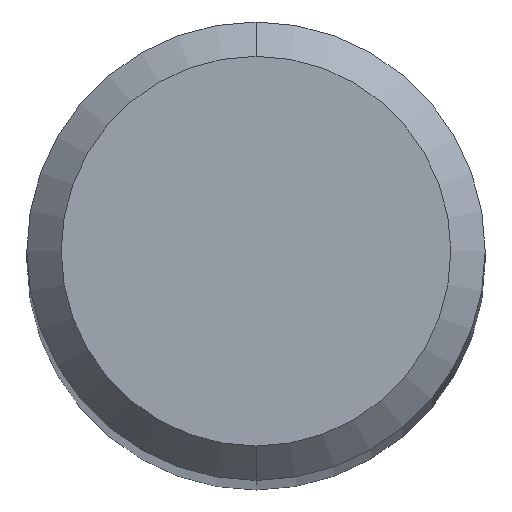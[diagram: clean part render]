
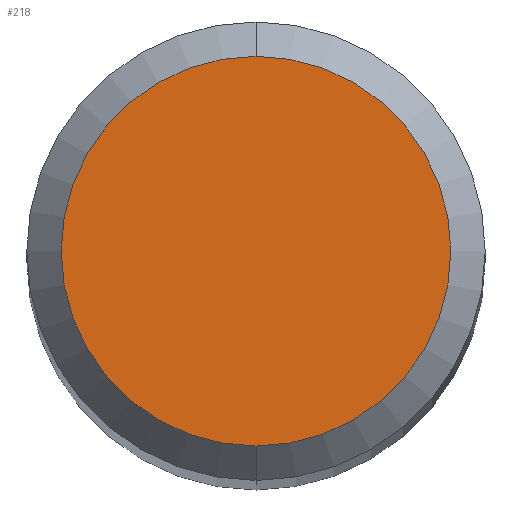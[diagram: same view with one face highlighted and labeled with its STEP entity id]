
A CAD part, top view. The second image highlights one B-rep face of the part: STEP entity #218.
In plain terms, the highlighted planar face has unit normal (0, 0, 1).
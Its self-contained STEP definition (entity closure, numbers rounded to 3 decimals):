
#194=VERTEX_POINT('',#480);
#218=ADVANCED_FACE('',(#508),#509,.T.);
#282=EDGE_CURVE('',#194,#342,#581,.T.);
#298=EDGE_CURVE('',#342,#194,#599,.T.);
#342=VERTEX_POINT('',#647);
#480=CARTESIAN_POINT('',(0.,-1.7,0.));
#508=FACE_OUTER_BOUND('',#882,.T.);
#509=PLANE('',#883);
#581=CIRCLE('',#1059,1.7);
#599=CIRCLE('',#1084,1.7);
#647=CARTESIAN_POINT('',(0.0,1.7,0.));
#882=EDGE_LOOP('',(#1416,#1417));
#883=AXIS2_PLACEMENT_3D('',#1418,#1419,#1420);
#1059=AXIS2_PLACEMENT_3D('',#1497,#1498,#1499);
#1084=AXIS2_PLACEMENT_3D('',#1520,#1521,#1522);
#1416=ORIENTED_EDGE('',*,*,#298,.F.);
#1417=ORIENTED_EDGE('',*,*,#282,.F.);
#1418=CARTESIAN_POINT('',(0.0,0.85,0.));
#1419=DIRECTION('',(-0.0,0.0,1.0));
#1420=DIRECTION('',(0.0,-1.0,0.0));
#1497=CARTESIAN_POINT('',(0.0,0.0,0.));
#1498=DIRECTION('',(0.0,0.0,-1.0));
#1499=DIRECTION('',(0.0,1.0,0.0));
#1520=CARTESIAN_POINT('',(0.0,0.0,0.));
#1521=DIRECTION('',(0.0,0.0,-1.0));
#1522=DIRECTION('',(0.0,1.0,0.0));
